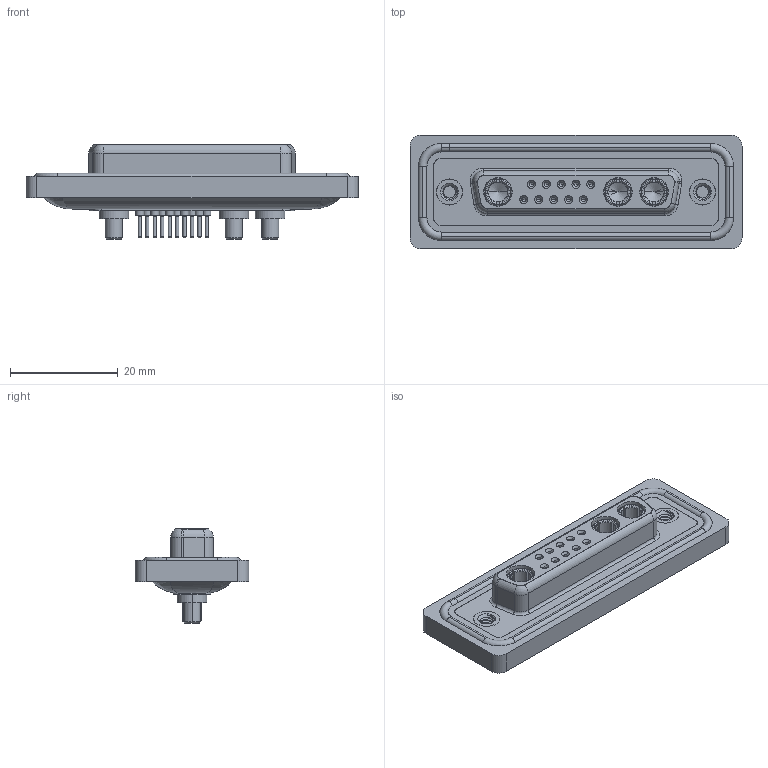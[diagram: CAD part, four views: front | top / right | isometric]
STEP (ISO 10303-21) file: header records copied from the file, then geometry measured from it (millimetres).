
FILE_DESCRIPTION (( 'STEP AP203' ), '1' );
FILE_NAME ('628W13W3624-3N2.STEP', '2024-04-09T20:45:04', ( '' ), ( '' ), 'SwSTEP 2.0', 'SolidWorks 2023', '' );
FILE_SCHEMA (( 'CONFIG_CONTROL_DESIGN' ));
Length unit declared in the file: millimetre
Products named in the file (9): 628Combo Shell Rear_25 Contacts; 628Combo Contact Row 2_24; 628Combo Threaded Rivet_2; 628W13W3624-3N2; 628Combo Housing_13W3; 628Combo Contact Row 1_24; 628Combo Waterproof Housing_25 Contacts; 628Combo Shell Front_25 Contacts; Power Socket_30A S
Assembly tree (19 placements, depth 2):
  628W13W3624-3N2
    628Combo Housing_13W3
    628Combo Waterproof Housing_25 Contacts
    628Combo Shell Front_25 Contacts
    628Combo Shell Rear_25 Contacts
    628Combo Threaded Rivet_2  x2
    628Combo Contact Row 1_24  x5
    628Combo Contact Row 2_24  x5
    Power Socket_30A S  x3
Bounding box: 61.75 x 21.1 x 17.55 mm (x, y, z)
Volume: 8294.7 mm3; surface area: 13722.4 mm2
Topology: 23 solids, 23 shells, 1158 faces, 2813 edges, 1757 vertices
Faces by surface type: cylinder 447, plane 342, torus 223, cone 133, bspline 13
Entity records: 22442 total; most frequent: CARTESIAN_POINT 5506, DIRECTION 3546, ORIENTED_EDGE 3136, EDGE_CURVE 1568, AXIS2_PLACEMENT_3D 1462, VERTEX_POINT 995, CIRCLE 797, EDGE_LOOP 751
